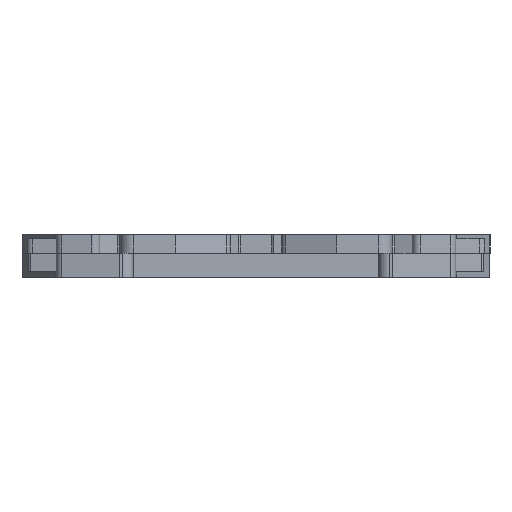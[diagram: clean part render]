
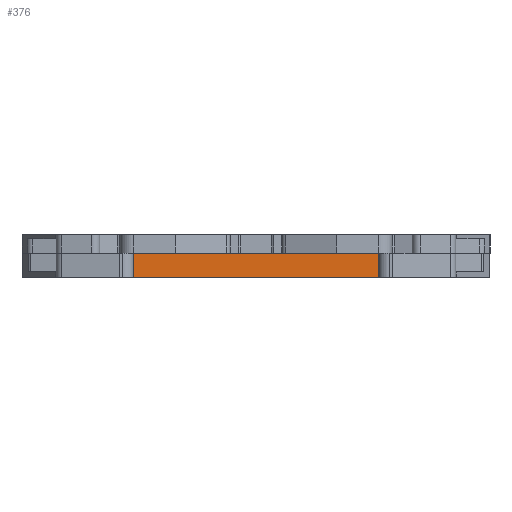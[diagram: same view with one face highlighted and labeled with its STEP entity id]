
A CAD part, front view. The second image highlights one B-rep face of the part: STEP entity #376.
In plain terms, the highlighted planar face has unit normal (0, -1, 0).
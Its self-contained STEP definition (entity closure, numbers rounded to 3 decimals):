
#376=ADVANCED_FACE('',(#1380),#950,.T.);
#950=PLANE('',#10993);
#1380=FACE_OUTER_BOUND('',#1938,.T.);
#1938=EDGE_LOOP('',(#5319,#5320,#5321,#5322));
#2558=LINE('',#14794,#3723);
#2721=LINE('',#15308,#3886);
#2825=LINE('',#15588,#3990);
#2826=LINE('',#15590,#3991);
#3723=VECTOR('',#11791,1.);
#3886=VECTOR('',#12130,1.);
#3990=VECTOR('',#12346,1.);
#3991=VECTOR('',#12349,1.);
#5319=ORIENTED_EDGE('',*,*,#9386,.F.);
#5320=ORIENTED_EDGE('',*,*,#9012,.T.);
#5321=ORIENTED_EDGE('',*,*,#9387,.T.);
#5322=ORIENTED_EDGE('',*,*,#9242,.F.);
#7999=VERTEX_POINT('',#14793);
#8000=VERTEX_POINT('',#14795);
#8227=VERTEX_POINT('',#15307);
#8228=VERTEX_POINT('',#15309);
#9012=EDGE_CURVE('',#8000,#7999,#2558,.T.);
#9242=EDGE_CURVE('',#8227,#8228,#2721,.T.);
#9386=EDGE_CURVE('',#8000,#8227,#2825,.T.);
#9387=EDGE_CURVE('',#7999,#8228,#2826,.T.);
#10993=AXIS2_PLACEMENT_3D('',#15591,#12350,#12351);
#11791=DIRECTION('',(-1.,0.,0.));
#12130=DIRECTION('',(-1.,0.,0.));
#12346=DIRECTION('',(0.,0.,-1.));
#12349=DIRECTION('',(0.,0.,-1.));
#12350=DIRECTION('',(0.,-1.,0.));
#12351=DIRECTION('',(1.,0.,0.));
#14793=CARTESIAN_POINT('',(170.786,79.364,-0.051));
#14794=CARTESIAN_POINT('',(205.786,79.364,-0.051));
#14795=CARTESIAN_POINT('',(205.786,79.364,-0.051));
#15307=CARTESIAN_POINT('',(205.786,79.364,-3.501));
#15308=CARTESIAN_POINT('',(205.786,79.364,-3.501));
#15309=CARTESIAN_POINT('',(170.786,79.364,-3.501));
#15588=CARTESIAN_POINT('',(205.786,79.364,-0.051));
#15590=CARTESIAN_POINT('',(170.786,79.364,-0.051));
#15591=CARTESIAN_POINT('',(205.786,79.364,-0.051));
